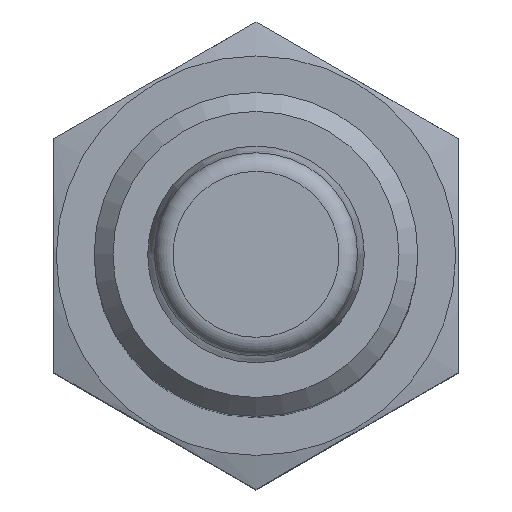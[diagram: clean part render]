
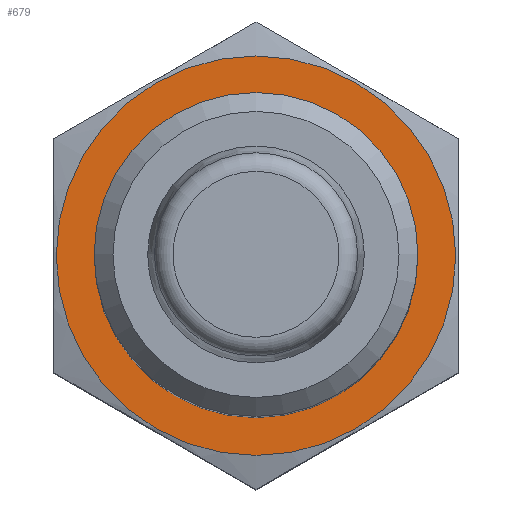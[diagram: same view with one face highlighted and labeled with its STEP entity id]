
A CAD part, top view. The second image highlights one B-rep face of the part: STEP entity #679.
In plain terms, the highlighted face is planar.
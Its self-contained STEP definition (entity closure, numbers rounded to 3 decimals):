
#73=CIRCLE('',#741,7.4);
#74=CIRCLE('',#742,6.);
#155=ORIENTED_EDGE('',*,*,#241,.F.);
#156=ORIENTED_EDGE('',*,*,#242,.T.);
#241=EDGE_CURVE('',#292,#292,#73,.T.);
#242=EDGE_CURVE('',#293,#293,#74,.T.);
#292=VERTEX_POINT('',#1000);
#293=VERTEX_POINT('',#1002);
#400=EDGE_LOOP('',(#155));
#401=EDGE_LOOP('',(#156));
#451=FACE_BOUND('',#400,.T.);
#452=FACE_BOUND('',#401,.T.);
#486=PLANE('',#740);
#679=ADVANCED_FACE('',(#451,#452),#486,.F.);
#740=AXIS2_PLACEMENT_3D('',#998,#861,#862);
#741=AXIS2_PLACEMENT_3D('',#999,#863,#864);
#742=AXIS2_PLACEMENT_3D('',#1001,#865,#866);
#861=DIRECTION('',(1.,0.,0.));
#862=DIRECTION('',(0.,0.,-1.));
#863=DIRECTION('',(1.,0.,0.));
#864=DIRECTION('',(0.,0.,-1.));
#865=DIRECTION('',(1.,0.,0.));
#866=DIRECTION('',(0.,0.,-1.));
#998=CARTESIAN_POINT('',(0.,0.,0.));
#999=CARTESIAN_POINT('',(0.,0.,0.));
#1000=CARTESIAN_POINT('',(0.,0.,-7.4));
#1001=CARTESIAN_POINT('',(0.,0.,0.));
#1002=CARTESIAN_POINT('',(0.,0.,-6.));
